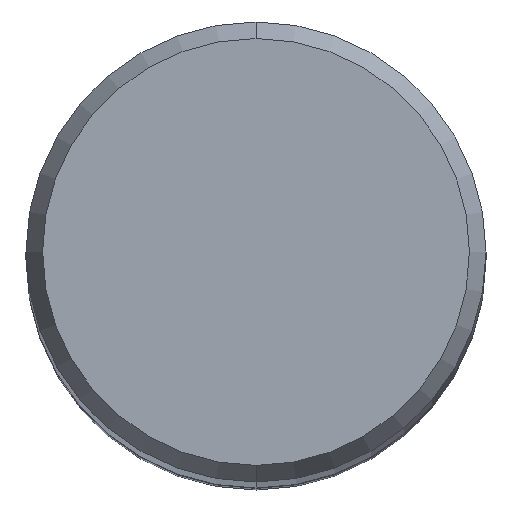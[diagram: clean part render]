
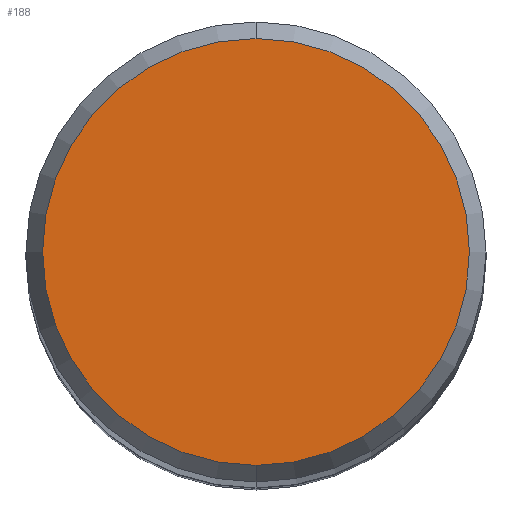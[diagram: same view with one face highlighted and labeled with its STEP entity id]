
A CAD part, top view. The second image highlights one B-rep face of the part: STEP entity #188.
In plain terms, the highlighted planar face has unit normal (0, 0, 1).
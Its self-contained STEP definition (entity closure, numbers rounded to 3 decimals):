
#180=EDGE_CURVE('',#456,#400,#493,.T.);
#188=ADVANCED_FACE('',(#501),#502,.T.);
#268=EDGE_CURVE('',#400,#456,#587,.T.);
#400=VERTEX_POINT('',#735);
#456=VERTEX_POINT('',#800);
#493=CIRCLE('',#832,2.946);
#501=FACE_OUTER_BOUND('',#842,.T.);
#502=PLANE('',#843);
#587=CIRCLE('',#1025,2.946);
#735=CARTESIAN_POINT('',(0.,-2.946,0.0));
#800=CARTESIAN_POINT('',(0.0,2.946,0.0));
#832=AXIS2_PLACEMENT_3D('',#1470,#1471,#1472);
#842=EDGE_LOOP('',(#1475,#1476));
#843=AXIS2_PLACEMENT_3D('',#1477,#1478,#1479);
#1025=AXIS2_PLACEMENT_3D('',#1547,#1548,#1549);
#1470=CARTESIAN_POINT('',(0.0,0.0,0.0));
#1471=DIRECTION('',(0.0,0.0,-1.0));
#1472=DIRECTION('',(0.0,1.0,0.0));
#1475=ORIENTED_EDGE('',*,*,#180,.F.);
#1476=ORIENTED_EDGE('',*,*,#268,.F.);
#1477=CARTESIAN_POINT('',(0.0,1.473,0.0));
#1478=DIRECTION('',(-0.0,0.0,1.0));
#1479=DIRECTION('',(0.0,-1.0,0.0));
#1547=CARTESIAN_POINT('',(0.0,0.0,0.0));
#1548=DIRECTION('',(0.0,0.0,-1.0));
#1549=DIRECTION('',(0.0,1.0,0.0));
